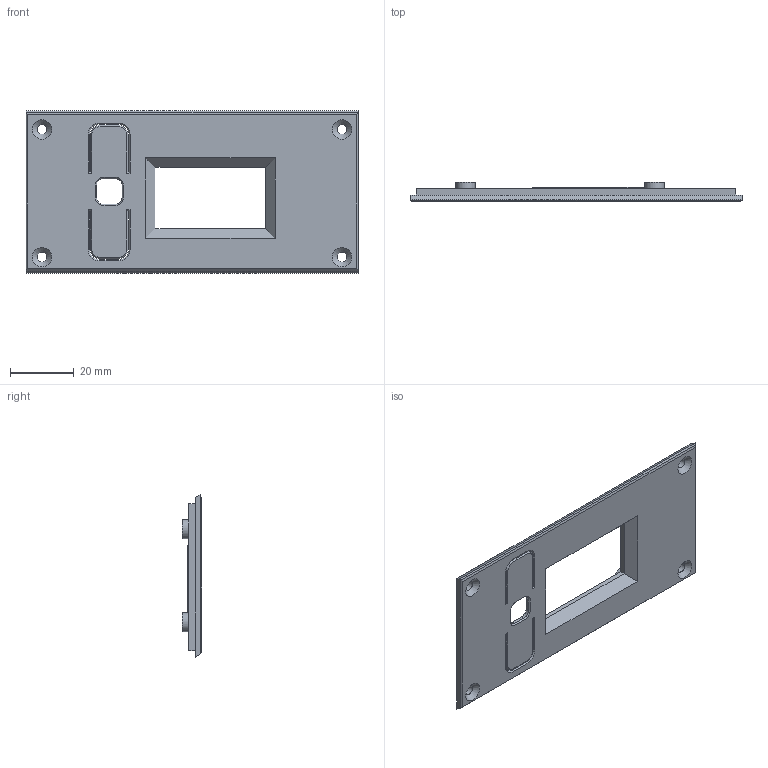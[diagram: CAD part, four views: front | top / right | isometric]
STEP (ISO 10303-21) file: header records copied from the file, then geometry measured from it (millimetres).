
FILE_DESCRIPTION(/* description */ ('Панель дисплаея'),/* implementation_level */ '2;1');
FILE_NAME(/* name */ 'UNIT_STANDALONE-FRONT-PANEL_IDRYER_UNIT_display_panel3.step',/* time_stamp */ '2025-09-27T21:24:01+03:00',/* author */ ('UNSPECIFIED'),/* organization */ ('UNSPECIFIED'),/* preprocessor_version */ 'ST-DEVELOPER v19.2',/* originating_system */ 'Autodesk Inventor 2024',/* authorisation */ '');
FILE_SCHEMA (('AUTOMOTIVE_DESIGN { 1 0 10303 214 3 1 1 }'));
Length unit declared in the file: millimetre
Products named in the file (1): IDRYER UNIT display panel3
Bounding box: 104 x 6 x 50.82 mm (x, y, z)
Surface area: 12015.7 mm2 (no closed solid volume)
Topology: 0 solids, 1 shells, 179 faces, 454 edges, 282 vertices
Faces by surface type: plane 121, cylinder 32, cone 26
Full cylindrical faces by diameter (mm): 2.7 x4, 3.1 x4, 6 x4
Entity records: 5763 total; most frequent: CARTESIAN_POINT 1320, DIRECTION 911, ORIENTED_EDGE 905, EDGE_CURVE 454, LINE 343, VECTOR 343, AXIS2_PLACEMENT_3D 284, VERTEX_POINT 282
